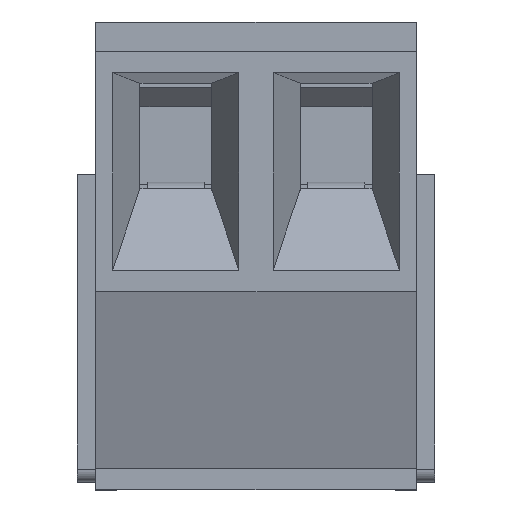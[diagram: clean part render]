
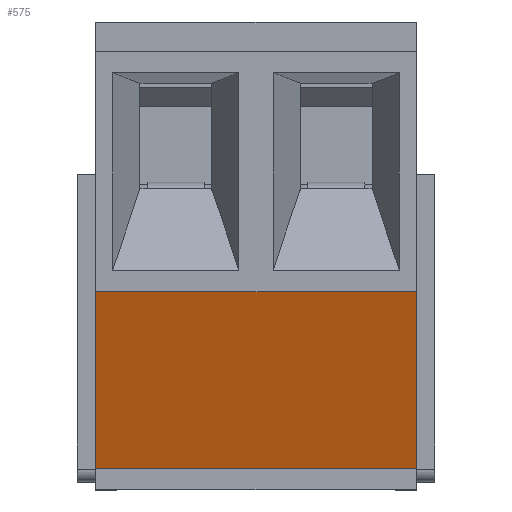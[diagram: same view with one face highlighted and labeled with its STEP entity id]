
A CAD part, top view. The second image highlights one B-rep face of the part: STEP entity #575.
In plain terms, the highlighted face is planar.
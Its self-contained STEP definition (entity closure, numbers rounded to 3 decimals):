
#575 = ADVANCED_FACE( '', ( #1310 ), #1311, .F. );
#1310 = FACE_OUTER_BOUND( '', #2264, .T. );
#1311 = PLANE( '', #2265 );
#2264 = EDGE_LOOP( '', ( #3653, #3654, #3655, #3656 ) );
#2265 = AXIS2_PLACEMENT_3D( '', #3657, #3658, #3659 );
#3653 = ORIENTED_EDGE( '', *, *, #6168, .T. );
#3654 = ORIENTED_EDGE( '', *, *, #6006, .F. );
#3655 = ORIENTED_EDGE( '', *, *, #6169, .F. );
#3656 = ORIENTED_EDGE( '', *, *, #6170, .T. );
#3657 = CARTESIAN_POINT( '', ( 3.81, 1.1, 2.85 ) );
#3658 = DIRECTION( '', ( 0., -0.945, -0.326 ) );
#3659 = DIRECTION( '', ( 0., 0.326, -0.945 ) );
#6006 = EDGE_CURVE( '', #7284, #7263, #7286, .T. );
#6168 = EDGE_CURVE( '', #7552, #7263, #7553, .T. );
#6169 = EDGE_CURVE( '', #7554, #7284, #7555, .T. );
#6170 = EDGE_CURVE( '', #7554, #7552, #7556, .T. );
#7263 = VERTEX_POINT( '', #9057 );
#7284 = VERTEX_POINT( '', #9088 );
#7286 = LINE( '', #9091, #9092 );
#7552 = VERTEX_POINT( '', #9473 );
#7553 = LINE( '', #9474, #9475 );
#7554 = VERTEX_POINT( '', #9476 );
#7555 = LINE( '', #9477, #9478 );
#7556 = LINE( '', #9479, #9480 );
#9057 = CARTESIAN_POINT( '', ( -3.81, -0.35, 7.05 ) );
#9088 = CARTESIAN_POINT( '', ( 3.81, -0.35, 7.05 ) );
#9091 = CARTESIAN_POINT( '', ( 3.81, -0.35, 7.05 ) );
#9092 = VECTOR( '', #11019, 1000. );
#9473 = CARTESIAN_POINT( '', ( -3.81, 1.1, 2.85 ) );
#9474 = CARTESIAN_POINT( '', ( -3.81, 1.1, 2.85 ) );
#9475 = VECTOR( '', #11192, 1000. );
#9476 = CARTESIAN_POINT( '', ( 3.81, 1.1, 2.85 ) );
#9477 = CARTESIAN_POINT( '', ( 3.81, 1.1, 2.85 ) );
#9478 = VECTOR( '', #11193, 1000. );
#9479 = CARTESIAN_POINT( '', ( 3.81, 1.1, 2.85 ) );
#9480 = VECTOR( '', #11194, 1000. );
#11019 = DIRECTION( '', ( -1., 0., 0. ) );
#11192 = DIRECTION( '', ( 0., -0.326, 0.945 ) );
#11193 = DIRECTION( '', ( 0., -0.326, 0.945 ) );
#11194 = DIRECTION( '', ( -1., 0., 0. ) );
